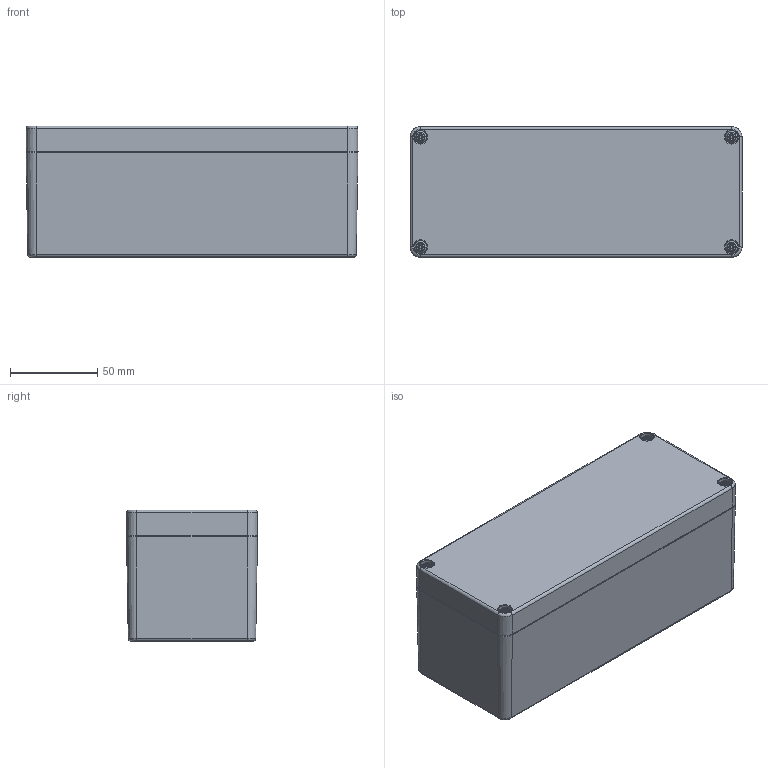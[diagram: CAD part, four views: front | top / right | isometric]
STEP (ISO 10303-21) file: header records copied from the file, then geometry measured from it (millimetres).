
FILE_DESCRIPTION(/* description */ (''),/* implementation_level */ '2;1');
FILE_NAME(/* name */ '0201100800-MBP_197575_VE.stp',/* time_stamp */ '2017-01-18T16:19:36+01:00',/* author */ ('robin.rentz'),/* organization */ (''),/* preprocessor_version */ 'ST-DEVELOPER v16.5',/* originating_system */ 'Autodesk Inventor 2017',/* authorisation */ '');
FILE_SCHEMA (('AUTOMOTIVE_DESIGN { 1 0 10303 214 3 1 1 }'));
Products named in the file (5): 0201100800-MBP_197575_VE; 0201100800-UT_197575_VE; 0201100800-OT_197575_VE; 1990000018 Schraube BM4x24_11; xxx-O-Ring-MBP_197575
Assembly tree (7 placements, depth 2):
  0201100800-MBP_197575_VE
    0201100800-UT_197575_VE
    0201100800-OT_197575_VE
    1990000018 Schraube BM4x24_11  x4
    xxx-O-Ring-MBP_197575
Bounding box: 189.99 x 74.99 x 75.5 mm (x, y, z)
Volume: 288181.3 mm3; surface area: 143919 mm2
Topology: 7 solids, 7 shells, 1332 faces, 3282 edges, 2008 vertices
Faces by surface type: plane 435, bspline 379, cylinder 222, torus 180, cone 108, sphere 8
Full cylindrical faces by diameter (mm): 3.242 x6, 3.3 x4, 4 x8, 4.5 x8, 4.8 x4, 6.8 x4, 7.6 x4, 8 x4
Entity records: 64198 total; most frequent: CARTESIAN_POINT 39282, ORIENTED_EDGE 5340, DIRECTION 4620, EDGE_CURVE 2670, VERTEX_POINT 1678, AXIS2_PLACEMENT_3D 1657, LINE 1306, VECTOR 1306
